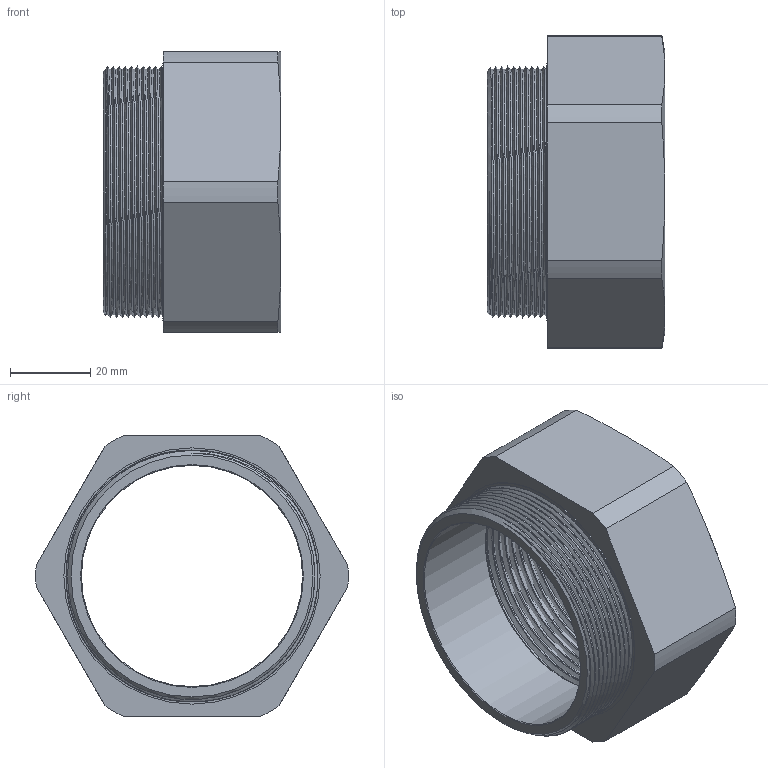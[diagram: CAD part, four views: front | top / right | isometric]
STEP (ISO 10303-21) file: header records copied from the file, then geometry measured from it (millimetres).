
FILE_DESCRIPTION(/* description */ ('Adapter Metall Ex M63x1,5 / NPT 2"'),/* implementation_level */ '2;1');
FILE_NAME(/* name */ 'RX746054-RST.stp',/* time_stamp */ '2023-10-05T08:54:16+02:00',/* author */ ('sl'),/* organization */ (''),/* preprocessor_version */ 'ST-DEVELOPER v16.5',/* originating_system */ 'Autodesk Inventor 2017',/* authorisation */ '');
FILE_SCHEMA (('AUTOMOTIVE_DESIGN { 1 0 10303 214 3 1 1 }'));
Length unit declared in the file: millimetre
Products named in the file (1): Adapter-Ex-01-BT-0001-RX746054-neu
Bounding box: 44.3 x 77.96 x 70 mm (x, y, z)
Volume: 57364.3 mm3; surface area: 30158.7 mm2
Topology: 1 solids, 1 shells, 38 faces, 89 edges, 57 vertices
Faces by surface type: cone 11, plane 11, cylinder 10, bspline 6
Full cylindrical faces by diameter (mm): 55.2 x1, 63.93 x1
Entity records: 5470 total; most frequent: CARTESIAN_POINT 4655, ORIENTED_EDGE 162, DIRECTION 148, EDGE_CURVE 81, AXIS2_PLACEMENT_3D 65, VERTEX_POINT 55, EDGE_LOOP 50, FACE_OUTER_BOUND 38
